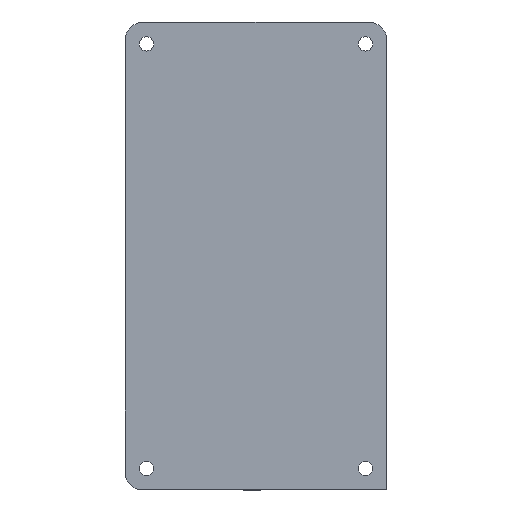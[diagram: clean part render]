
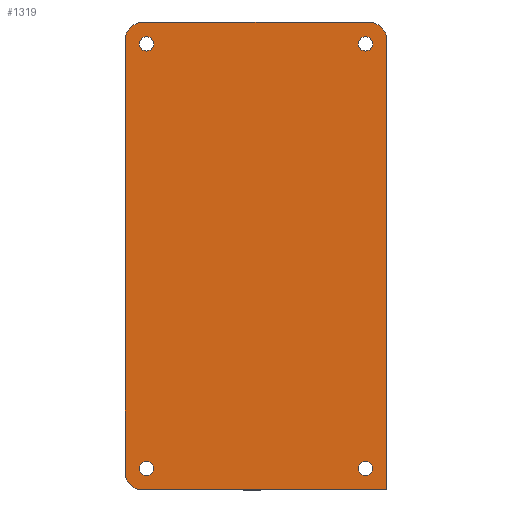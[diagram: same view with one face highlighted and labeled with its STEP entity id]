
A CAD part, front view. The second image highlights one B-rep face of the part: STEP entity #1319.
In plain terms, the highlighted planar face has unit normal (0, -1, 0).
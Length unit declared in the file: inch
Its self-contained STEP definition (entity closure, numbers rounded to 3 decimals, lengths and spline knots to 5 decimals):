
#51=FACE_BOUND('',#130,.T.);
#52=FACE_BOUND('',#131,.T.);
#53=FACE_BOUND('',#132,.T.);
#54=FACE_BOUND('',#133,.T.);
#59=FACE_OUTER_BOUND('',#129,.T.);
#129=EDGE_LOOP('',(#873,#874,#875,#876,#877,#878,#879));
#130=EDGE_LOOP('',(#880));
#131=EDGE_LOOP('',(#881));
#132=EDGE_LOOP('',(#882));
#133=EDGE_LOOP('',(#883));
#207=CIRCLE('',#1405,0.125);
#208=CIRCLE('',#1406,0.125);
#209=CIRCLE('',#1407,0.125);
#210=CIRCLE('',#1408,0.04975);
#211=CIRCLE('',#1409,0.04975);
#212=CIRCLE('',#1410,0.04975);
#213=CIRCLE('',#1411,0.04975);
#269=LINE('',#1948,#405);
#270=LINE('',#1952,#406);
#271=LINE('',#1954,#407);
#272=LINE('',#1958,#408);
#405=VECTOR('',#1543,0.3937);
#406=VECTOR('',#1546,0.3937);
#407=VECTOR('',#1547,0.3937);
#408=VECTOR('',#1550,0.3937);
#541=VERTEX_POINT('',#1946);
#542=VERTEX_POINT('',#1947);
#543=VERTEX_POINT('',#1949);
#544=VERTEX_POINT('',#1951);
#545=VERTEX_POINT('',#1953);
#546=VERTEX_POINT('',#1955);
#547=VERTEX_POINT('',#1957);
#548=VERTEX_POINT('',#1960);
#549=VERTEX_POINT('',#1962);
#550=VERTEX_POINT('',#1964);
#551=VERTEX_POINT('',#1966);
#671=EDGE_CURVE('',#541,#542,#269,.T.);
#672=EDGE_CURVE('',#542,#543,#207,.T.);
#673=EDGE_CURVE('',#543,#544,#270,.T.);
#674=EDGE_CURVE('',#544,#545,#271,.T.);
#675=EDGE_CURVE('',#545,#546,#208,.T.);
#676=EDGE_CURVE('',#546,#547,#272,.T.);
#677=EDGE_CURVE('',#547,#541,#209,.T.);
#678=EDGE_CURVE('',#548,#548,#210,.T.);
#679=EDGE_CURVE('',#549,#549,#211,.T.);
#680=EDGE_CURVE('',#550,#550,#212,.T.);
#681=EDGE_CURVE('',#551,#551,#213,.T.);
#873=ORIENTED_EDGE('',*,*,#671,.T.);
#874=ORIENTED_EDGE('',*,*,#672,.T.);
#875=ORIENTED_EDGE('',*,*,#673,.T.);
#876=ORIENTED_EDGE('',*,*,#674,.T.);
#877=ORIENTED_EDGE('',*,*,#675,.T.);
#878=ORIENTED_EDGE('',*,*,#676,.T.);
#879=ORIENTED_EDGE('',*,*,#677,.T.);
#880=ORIENTED_EDGE('',*,*,#678,.T.);
#881=ORIENTED_EDGE('',*,*,#679,.T.);
#882=ORIENTED_EDGE('',*,*,#680,.T.);
#883=ORIENTED_EDGE('',*,*,#681,.T.);
#1277=PLANE('',#1404);
#1319=ADVANCED_FACE('',(#59,#51,#52,#53,#54),#1277,.T.);
#1404=AXIS2_PLACEMENT_3D('',#1945,#1541,#1542);
#1405=AXIS2_PLACEMENT_3D('',#1950,#1544,#1545);
#1406=AXIS2_PLACEMENT_3D('',#1956,#1548,#1549);
#1407=AXIS2_PLACEMENT_3D('',#1959,#1551,#1552);
#1408=AXIS2_PLACEMENT_3D('',#1961,#1553,#1554);
#1409=AXIS2_PLACEMENT_3D('',#1963,#1555,#1556);
#1410=AXIS2_PLACEMENT_3D('',#1965,#1557,#1558);
#1411=AXIS2_PLACEMENT_3D('',#1967,#1559,#1560);
#1541=DIRECTION('center_axis',(0.,-1.,0.));
#1542=DIRECTION('ref_axis',(0.,0.,-1.));
#1543=DIRECTION('',(0.,0.,-1.));
#1544=DIRECTION('center_axis',(0.,-1.,0.));
#1545=DIRECTION('ref_axis',(-1.,0.,0.));
#1546=DIRECTION('',(1.,0.,0.));
#1547=DIRECTION('',(0.,0.,1.));
#1548=DIRECTION('center_axis',(0.,-1.,0.));
#1549=DIRECTION('ref_axis',(1.,0.,0.));
#1550=DIRECTION('',(-1.,0.,0.));
#1551=DIRECTION('center_axis',(0.,-1.,0.));
#1552=DIRECTION('ref_axis',(0.,0.,
1.));
#1553=DIRECTION('center_axis',(0.,1.,0.));
#1554=DIRECTION('ref_axis',(-1.,0.,0.));
#1555=DIRECTION('center_axis',(0.,1.,0.));
#1556=DIRECTION('ref_axis',(-1.,0.,0.));
#1557=DIRECTION('center_axis',(0.,1.,0.));
#1558=DIRECTION('ref_axis',(-1.,0.,0.));
#1559=DIRECTION('center_axis',(0.,1.,0.));
#1560=DIRECTION('ref_axis',(-1.,0.,0.));
#1945=CARTESIAN_POINT('Origin',(-0.91575,-0.053,0.));
#1946=CARTESIAN_POINT('',(-0.91535,-0.053,1.50886));
#1947=CARTESIAN_POINT('',(-0.91535,-0.053,-1.50886));
#1948=CARTESIAN_POINT('',(-0.91535,-0.053,-1.50886));
#1949=CARTESIAN_POINT('',(-0.79035,-0.053,-1.63386));
#1950=CARTESIAN_POINT('Origin',(-0.79035,-0.053,-1.50886));
#1951=CARTESIAN_POINT('',(0.91535,-0.053,-1.63386));
#1952=CARTESIAN_POINT('',(0.91535,-0.053,-1.63386));
#1953=CARTESIAN_POINT('',(0.91535,-0.053,1.50886));
#1954=CARTESIAN_POINT('',(0.91535,-0.053,1.50886));
#1955=CARTESIAN_POINT('',(0.79035,-0.053,1.63386));
#1956=CARTESIAN_POINT('Origin',(0.79035,-0.053,1.50886));
#1957=CARTESIAN_POINT('',(-0.79035,-0.053,1.63386));
#1958=CARTESIAN_POINT('',(-0.79035,-0.053,1.63386));
#1959=CARTESIAN_POINT('Origin',(-0.79035,-0.053,1.50886));
#1960=CARTESIAN_POINT('',(0.8151,-0.053,-1.48386));
#1961=CARTESIAN_POINT('Origin',(0.76535,-0.053,-1.48386));
#1962=CARTESIAN_POINT('',(0.8151,-0.053,1.48386));
#1963=CARTESIAN_POINT('Origin',(0.76535,-0.053,1.48386));
#1964=CARTESIAN_POINT('',(-0.7156,-0.053,-1.48386));
#1965=CARTESIAN_POINT('Origin',(-0.76535,-0.053,-1.48386));
#1966=CARTESIAN_POINT('',(-0.7156,-0.053,1.48386));
#1967=CARTESIAN_POINT('Origin',(-0.76535,-0.053,1.48386));
